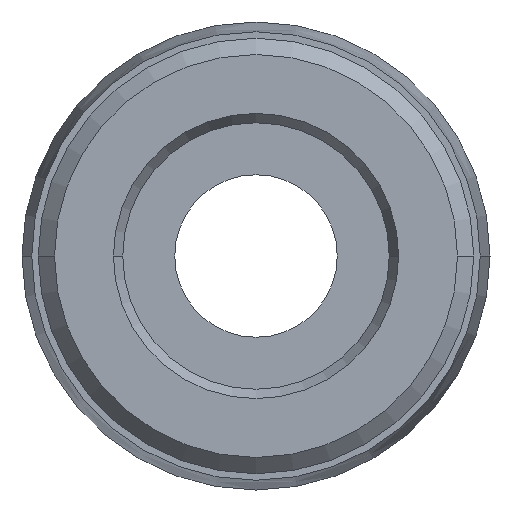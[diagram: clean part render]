
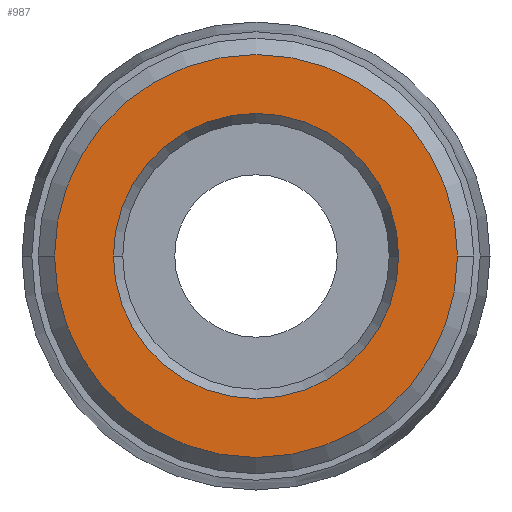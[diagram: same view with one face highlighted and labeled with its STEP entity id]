
A CAD part, left-side view. The second image highlights one B-rep face of the part: STEP entity #987.
In plain terms, the highlighted planar face has unit normal (-1, 0, 0).
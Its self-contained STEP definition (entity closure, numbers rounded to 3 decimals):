
#173=CARTESIAN_POINT('',(-18.1,0.,0.));
#174=DIRECTION('',(-1.,0.,0.));
#175=DIRECTION('',(0.,1.,0.));
#176=AXIS2_PLACEMENT_3D('',#173,#174,#175);
#178=CARTESIAN_POINT('',(-18.1,0.,0.));
#179=DIRECTION('',(1.,0.,0.));
#180=DIRECTION('',(0.,1.,0.));
#181=AXIS2_PLACEMENT_3D('',#178,#179,#180);
#183=CARTESIAN_POINT('',(-18.1,0.,0.));
#184=DIRECTION('',(1.,0.,0.));
#185=DIRECTION('',(0.,1.,0.));
#186=AXIS2_PLACEMENT_3D('',#183,#184,#185);
#196=CARTESIAN_POINT('',(-18.1,0.,0.));
#197=DIRECTION('',(-1.,0.,0.));
#198=DIRECTION('',(0.,1.,0.));
#199=AXIS2_PLACEMENT_3D('',#196,#197,#198);
#647=CARTESIAN_POINT('',(-18.1,6.2,0.));
#648=VERTEX_POINT('',#647);
#657=CARTESIAN_POINT('',(-18.1,-6.2,0.));
#658=VERTEX_POINT('',#657);
#691=CARTESIAN_POINT('',(-18.1,4.389,0.));
#693=VERTEX_POINT('',#691);
#695=CARTESIAN_POINT('',(-18.1,-4.389,0.));
#697=VERTEX_POINT('',#695);
#972=CARTESIAN_POINT('',(-18.1,0.,0.));
#973=DIRECTION('',(1.,0.,0.));
#974=DIRECTION('',(0.,-1.,0.));
#975=AXIS2_PLACEMENT_3D('',#972,#973,#974);
#976=PLANE('',#975);
#977=ORIENTED_EDGE('',*,*,#951,.F.);
#978=ORIENTED_EDGE('',*,*,#967,.T.);
#979=EDGE_LOOP('',(#977,#978));
#980=FACE_OUTER_BOUND('',#979,.F.);
#982=ORIENTED_EDGE('',*,*,#981,.F.);
#984=ORIENTED_EDGE('',*,*,#983,.T.);
#985=EDGE_LOOP('',(#982,#984));
#986=FACE_BOUND('',#985,.F.);
#987=ADVANCED_FACE('',(#980,#986),#976,.F.);
#177=CIRCLE('',#176,6.2);
#182=CIRCLE('',#181,6.2);
#187=CIRCLE('',#186,4.389);
#200=CIRCLE('',#199,4.389);
#951=EDGE_CURVE('',#648,#658,#177,.T.);
#967=EDGE_CURVE('',#648,#658,#182,.T.);
#981=EDGE_CURVE('',#693,#697,#187,.T.);
#983=EDGE_CURVE('',#693,#697,#200,.T.);
